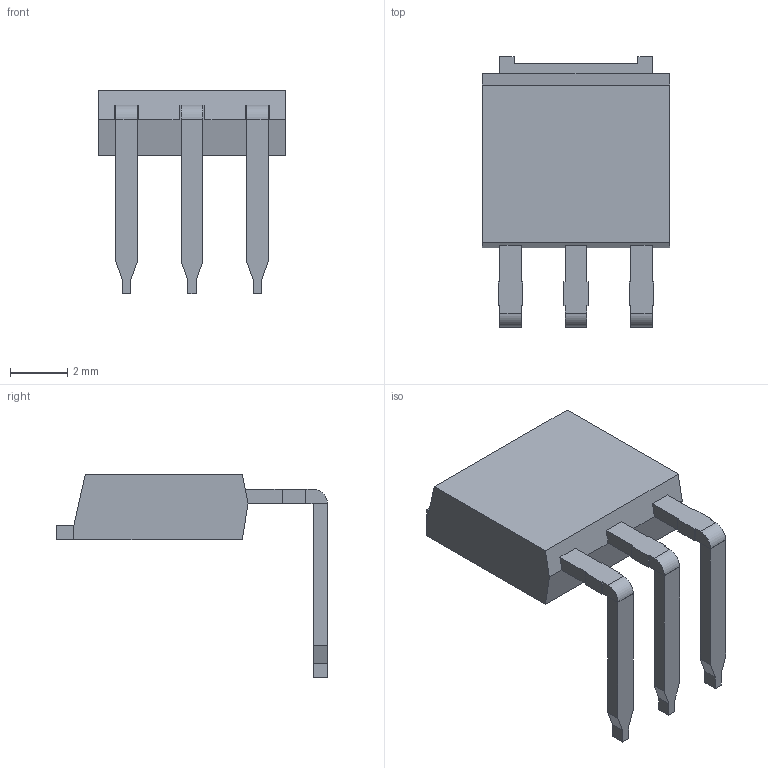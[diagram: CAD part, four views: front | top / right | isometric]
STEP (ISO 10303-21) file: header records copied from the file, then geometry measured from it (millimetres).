
FILE_DESCRIPTION(('FreeCAD Model'),'2;1');
FILE_NAME('TO-251-3-1EP_Horizontal_TabDown.step','2018-04-08T15:39:47',( 'kicad StepUp'),('ksu MCAD'),'Open CASCADE STEP processor 6.8', 'FreeCAD','Unknown');
FILE_SCHEMA(('AUTOMOTIVE_DESIGN_CC2 { 1 2 10303 214 -1 1 5 4 }'));
Length unit declared in the file: millimetre
Products named in the file (1): TO-251-3-1EP_Horizontal_TabDown
Bounding box: 6.58 x 9.47 x 7.13 mm (x, y, z)
Volume: 99 mm3; surface area: 202.3 mm2
Topology: 1 solids, 1 shells, 88 faces, 236 edges, 150 vertices
Faces by surface type: plane 85, cylinder 3
Entity records: 1844 total; most frequent: ORIENTED_EDGE 392, EDGE_CURVE 236, LINE 218, CARTESIAN_POINT 190, VERTEX_POINT 150, AXIS2_PLACEMENT_3D 90, ADVANCED_FACE 88, FACE_BOUND 88
